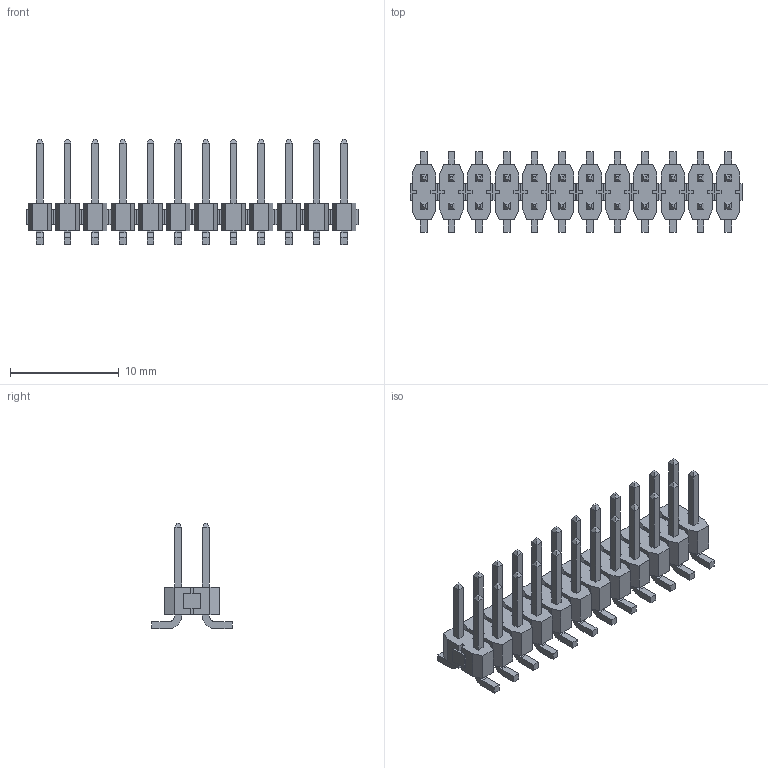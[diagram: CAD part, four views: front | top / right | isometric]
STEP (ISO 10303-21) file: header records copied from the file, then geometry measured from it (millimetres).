
FILE_DESCRIPTION (( 'STEP AP214' ), '1' );
FILE_NAME ('TSM-112-01-G-DV.STEP', '2021-03-11T11:18:18', ( '' ), ( '' ), 'SwSTEP 2.0', 'SolidWorks 2018', '' );
FILE_SCHEMA (( 'AUTOMOTIVE_DESIGN' ));
Length unit declared in the file: millimetre
Products named in the file (1): TSM-112-01-G-DV
Bounding box: 30.48 x 7.37 x 9.65 mm (x, y, z)
Volume: 404 mm3; surface area: 1229.1 mm2
Topology: 12 solids, 12 shells, 840 faces, 2208 edges, 1440 vertices
Faces by surface type: plane 792, cylinder 48
Entity records: 34673 total; most frequent: CARTESIAN_POINT 4489, ORIENTED_EDGE 4416, DIRECTION 3986, EDGE_CURVE 2208, VECTOR 2112, LINE 2112, VERTEX_POINT 1440, AXIS2_PLACEMENT_3D 937
